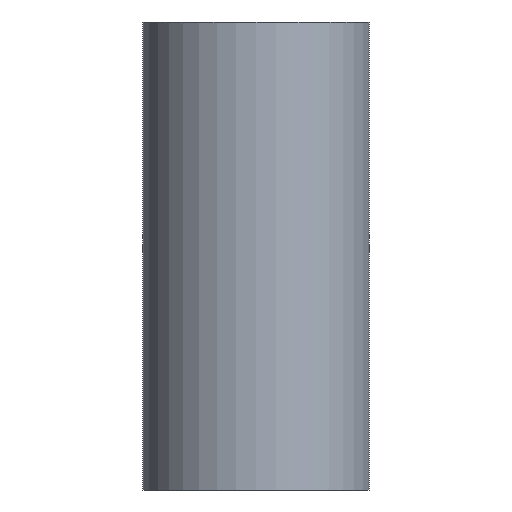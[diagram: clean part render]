
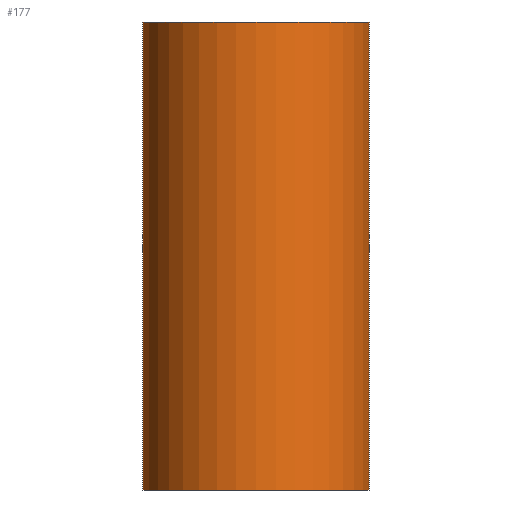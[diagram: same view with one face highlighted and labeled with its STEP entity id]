
A CAD part, front view. The second image highlights one B-rep face of the part: STEP entity #177.
In plain terms, the highlighted cylindrical face has radius 50.8 mm (diameter 101.6 mm), a partial arc.
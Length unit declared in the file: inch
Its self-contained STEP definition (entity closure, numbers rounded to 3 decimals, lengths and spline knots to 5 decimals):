
#28 = LINE ( 'NONE', #248, #855 ) ;
#29 = DIRECTION ( 'NONE',  ( 0., 0., -1. ) ) ;
#104 = ORIENTED_EDGE ( 'NONE', *, *, #350, .F. ) ;
#147 = DIRECTION ( 'NONE',  ( 0., 0., -1. ) ) ;
#177 = ADVANCED_FACE ( 'NONE', ( #937 ), #277, .T. ) ;
#187 = ORIENTED_EDGE ( 'NONE', *, *, #521, .F. ) ;
#248 = CARTESIAN_POINT ( 'NONE',  ( 2., 0., 4.12598 ) ) ;
#277 = CYLINDRICAL_SURFACE ( 'NONE', #559, 2. ) ;
#304 = VECTOR ( 'NONE', #490, 39.37008 ) ;
#335 = VERTEX_POINT ( 'NONE', #907 ) ;
#350 = EDGE_CURVE ( 'NONE', #936, #335, #1165, .T. ) ;
#360 = LINE ( 'NONE', #712, #304 ) ;
#422 = VERTEX_POINT ( 'NONE', #769 ) ;
#490 = DIRECTION ( 'NONE',  ( 0., 0., -1. ) ) ;
#492 = DIRECTION ( 'NONE',  ( 0., 0., 1. ) ) ;
#494 = VERTEX_POINT ( 'NONE', #1301 ) ;
#499 = DIRECTION ( 'NONE',  ( 1., 0., 0. ) ) ;
#521 = EDGE_CURVE ( 'NONE', #335, #422, #28, .T. ) ;
#559 = AXIS2_PLACEMENT_3D ( 'NONE', #670, #29, #561 ) ;
#561 = DIRECTION ( 'NONE',  ( -1., 0., 0. ) ) ;
#670 = CARTESIAN_POINT ( 'NONE',  ( 0., 0., 4.12598 ) ) ;
#690 = CARTESIAN_POINT ( 'NONE',  ( -2., 0., 4.12598 ) ) ;
#712 = CARTESIAN_POINT ( 'NONE',  ( -2., 0., 4.12598 ) ) ;
#713 = CARTESIAN_POINT ( 'NONE',  ( 0., 0., 4.12598 ) ) ;
#769 = CARTESIAN_POINT ( 'NONE',  ( 2., 0., -4.12598 ) ) ;
#841 = EDGE_CURVE ( 'NONE', #494, #422, #1285, .T. ) ;
#855 = VECTOR ( 'NONE', #147, 39.37008 ) ;
#862 = EDGE_CURVE ( 'NONE', #936, #494, #360, .T. ) ;
#907 = CARTESIAN_POINT ( 'NONE',  ( 2., 0., 4.12598 ) ) ;
#936 = VERTEX_POINT ( 'NONE', #690 ) ;
#937 = FACE_OUTER_BOUND ( 'NONE', #1257, .T. ) ;
#981 = AXIS2_PLACEMENT_3D ( 'NONE', #713, #492, #1219 ) ;
#1016 = DIRECTION ( 'NONE',  ( 0., 0., 1. ) ) ;
#1122 = CARTESIAN_POINT ( 'NONE',  ( 0., 0., -4.12598 ) ) ;
#1165 = CIRCLE ( 'NONE', #981, 2. ) ;
#1175 = AXIS2_PLACEMENT_3D ( 'NONE', #1122, #1016, #499 ) ;
#1190 = ORIENTED_EDGE ( 'NONE', *, *, #841, .T. ) ;
#1219 = DIRECTION ( 'NONE',  ( 1., 0., 0. ) ) ;
#1257 = EDGE_LOOP ( 'NONE', ( #187, #104, #1296, #1190 ) ) ;
#1285 = CIRCLE ( 'NONE', #1175, 2. ) ;
#1296 = ORIENTED_EDGE ( 'NONE', *, *, #862, .T. ) ;
#1301 = CARTESIAN_POINT ( 'NONE',  ( -2., 0., -4.12598 ) ) ;
